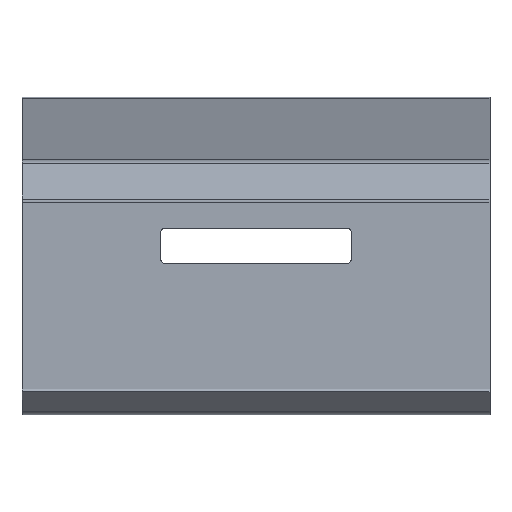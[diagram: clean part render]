
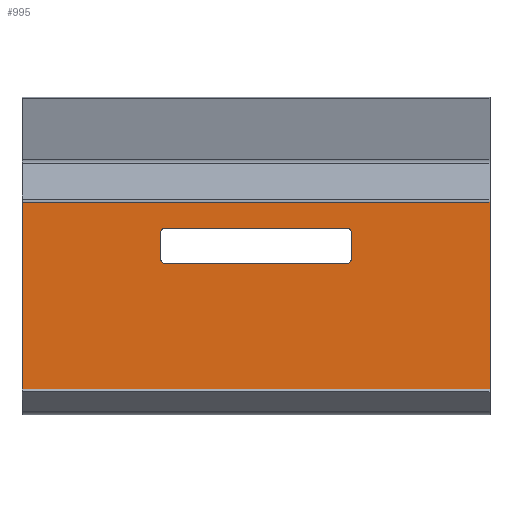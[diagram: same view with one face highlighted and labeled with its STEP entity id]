
A CAD part, front view. The second image highlights one B-rep face of the part: STEP entity #995.
In plain terms, the highlighted planar face has unit normal (0, -1, 0).
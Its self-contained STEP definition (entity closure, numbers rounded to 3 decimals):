
#4 = VERTEX_POINT ( 'NONE', #647 ) ;
#15 = CIRCLE ( 'NONE', #637, 1. ) ;
#16 = DIRECTION ( 'NONE',  ( -1., 0., 0. ) ) ;
#22 = CARTESIAN_POINT ( 'NONE',  ( 18., -0.8, -5.498 ) ) ;
#27 = CARTESIAN_POINT ( 'NONE',  ( 18., -0.8, -12.502 ) ) ;
#37 = ORIENTED_EDGE ( 'NONE', *, *, #733, .T. ) ;
#42 = EDGE_CURVE ( 'NONE', #493, #242, #570, .T. ) ;
#47 = CARTESIAN_POINT ( 'NONE',  ( 19., -0.8, -11.502 ) ) ;
#53 = LINE ( 'NONE', #232, #433 ) ;
#74 = EDGE_CURVE ( 'NONE', #151, #575, #244, .T. ) ;
#87 = EDGE_CURVE ( 'NONE', #299, #640, #827, .T. ) ;
#90 = FACE_OUTER_BOUND ( 'NONE', #731, .T. ) ;
#111 = CARTESIAN_POINT ( 'NONE',  ( -19., -0.8, -45. ) ) ;
#113 = ORIENTED_EDGE ( 'NONE', *, *, #448, .F. ) ;
#133 = CARTESIAN_POINT ( 'NONE',  ( 18., -0.8, -11.502 ) ) ;
#141 = VECTOR ( 'NONE', #479, 1000. ) ;
#150 = DIRECTION ( 'NONE',  ( 0., 1., 0. ) ) ;
#151 = VERTEX_POINT ( 'NONE', #22 ) ;
#171 = CARTESIAN_POINT ( 'NONE',  ( -18., -0.8, -6.498 ) ) ;
#177 = LINE ( 'NONE', #111, #399 ) ;
#184 = EDGE_CURVE ( 'NONE', #151, #795, #1017, .T. ) ;
#196 = DIRECTION ( 'NONE',  ( 0., 0., -1. ) ) ;
#197 = CARTESIAN_POINT ( 'NONE',  ( 46.5, -0.8, -40.247 ) ) ;
#210 = PLANE ( 'NONE',  #241 ) ;
#219 = DIRECTION ( 'NONE',  ( 0., 0., 1. ) ) ;
#228 = CIRCLE ( 'NONE', #888, 1. ) ;
#232 = CARTESIAN_POINT ( 'NONE',  ( 19., -0.8, -45. ) ) ;
#241 = AXIS2_PLACEMENT_3D ( 'NONE', #1043, #471, #465 ) ;
#242 = VERTEX_POINT ( 'NONE', #27 ) ;
#244 = CIRCLE ( 'NONE', #988, 1. ) ;
#249 = ORIENTED_EDGE ( 'NONE', *, *, #87, .F. ) ;
#281 = VECTOR ( 'NONE', #834, 1000. ) ;
#293 = VERTEX_POINT ( 'NONE', #890 ) ;
#295 = ORIENTED_EDGE ( 'NONE', *, *, #184, .F. ) ;
#296 = DIRECTION ( 'NONE',  ( 0., 0., 1. ) ) ;
#299 = VERTEX_POINT ( 'NONE', #197 ) ;
#303 = CARTESIAN_POINT ( 'NONE',  ( -18., -0.8, -12.502 ) ) ;
#304 = EDGE_LOOP ( 'NONE', ( #734, #534, #785, #943, #776, #692, #295, #1052 ) ) ;
#307 = CARTESIAN_POINT ( 'NONE',  ( 46.5, -0.8, -0.303 ) ) ;
#317 = ORIENTED_EDGE ( 'NONE', *, *, #489, .T. ) ;
#328 = DIRECTION ( 'NONE',  ( 0., 0., -1. ) ) ;
#360 = EDGE_CURVE ( 'NONE', #1018, #242, #228, .T. ) ;
#364 = VECTOR ( 'NONE', #296, 1000. ) ;
#368 = VECTOR ( 'NONE', #16, 1000. ) ;
#388 = CARTESIAN_POINT ( 'NONE',  ( -46.5, -0.8, -45. ) ) ;
#399 = VECTOR ( 'NONE', #783, 1000. ) ;
#428 = EDGE_CURVE ( 'NONE', #293, #795, #15, .T. ) ;
#433 = VECTOR ( 'NONE', #219, 1000. ) ;
#443 = EDGE_CURVE ( 'NONE', #1018, #575, #53, .T. ) ;
#448 = EDGE_CURVE ( 'NONE', #640, #916, #560, .T. ) ;
#465 = DIRECTION ( 'NONE',  ( 0., 0., -1. ) ) ;
#471 = DIRECTION ( 'NONE',  ( 0., -1., 0. ) ) ;
#479 = DIRECTION ( 'NONE',  ( 1., 0., 0. ) ) ;
#489 = EDGE_CURVE ( 'NONE', #4, #916, #984, .T. ) ;
#493 = VERTEX_POINT ( 'NONE', #303 ) ;
#498 = CARTESIAN_POINT ( 'NONE',  ( 46.5, -0.8, -40.247 ) ) ;
#530 = EDGE_CURVE ( 'NONE', #493, #620, #563, .T. ) ;
#534 = ORIENTED_EDGE ( 'NONE', *, *, #360, .T. ) ;
#549 = EDGE_CURVE ( 'NONE', #293, #620, #177, .T. ) ;
#560 = LINE ( 'NONE', #388, #630 ) ;
#563 = CIRCLE ( 'NONE', #596, 1. ) ;
#570 = LINE ( 'NONE', #574, #141 ) ;
#574 = CARTESIAN_POINT ( 'NONE',  ( -46.5, -0.8, -12.502 ) ) ;
#575 = VERTEX_POINT ( 'NONE', #856 ) ;
#596 = AXIS2_PLACEMENT_3D ( 'NONE', #962, #1037, #196 ) ;
#619 = DIRECTION ( 'NONE',  ( 0., 1., 0. ) ) ;
#620 = VERTEX_POINT ( 'NONE', #779 ) ;
#630 = VECTOR ( 'NONE', #936, 1000. ) ;
#637 = AXIS2_PLACEMENT_3D ( 'NONE', #171, #1065, #1070 ) ;
#640 = VERTEX_POINT ( 'NONE', #689 ) ;
#642 = DIRECTION ( 'NONE',  ( 0., 0., -1. ) ) ;
#647 = CARTESIAN_POINT ( 'NONE',  ( 46.5, -0.8, -0.303 ) ) ;
#666 = CARTESIAN_POINT ( 'NONE',  ( -46.5, -0.8, -5.498 ) ) ;
#689 = CARTESIAN_POINT ( 'NONE',  ( -46.5, -0.8, -40.247 ) ) ;
#692 = ORIENTED_EDGE ( 'NONE', *, *, #428, .T. ) ;
#693 = CARTESIAN_POINT ( 'NONE',  ( -46.5, -0.8, -0.303 ) ) ;
#731 = EDGE_LOOP ( 'NONE', ( #113, #249, #37, #317 ) ) ;
#733 = EDGE_CURVE ( 'NONE', #299, #4, #1055, .T. ) ;
#734 = ORIENTED_EDGE ( 'NONE', *, *, #443, .F. ) ;
#776 = ORIENTED_EDGE ( 'NONE', *, *, #549, .F. ) ;
#779 = CARTESIAN_POINT ( 'NONE',  ( -19., -0.8, -11.502 ) ) ;
#783 = DIRECTION ( 'NONE',  ( 0., 0., -1. ) ) ;
#785 = ORIENTED_EDGE ( 'NONE', *, *, #42, .F. ) ;
#786 = FACE_BOUND ( 'NONE', #304, .T. ) ;
#795 = VERTEX_POINT ( 'NONE', #821 ) ;
#821 = CARTESIAN_POINT ( 'NONE',  ( -18., -0.8, -5.498 ) ) ;
#823 = CARTESIAN_POINT ( 'NONE',  ( 18., -0.8, -6.498 ) ) ;
#827 = LINE ( 'NONE', #498, #281 ) ;
#834 = DIRECTION ( 'NONE',  ( -1., 0., 0. ) ) ;
#849 = DIRECTION ( 'NONE',  ( -1., 0., 0. ) ) ;
#856 = CARTESIAN_POINT ( 'NONE',  ( 19., -0.8, -6.498 ) ) ;
#888 = AXIS2_PLACEMENT_3D ( 'NONE', #133, #619, #642 ) ;
#890 = CARTESIAN_POINT ( 'NONE',  ( -19., -0.8, -6.498 ) ) ;
#916 = VERTEX_POINT ( 'NONE', #693 ) ;
#936 = DIRECTION ( 'NONE',  ( 0., 0., 1. ) ) ;
#943 = ORIENTED_EDGE ( 'NONE', *, *, #530, .T. ) ;
#962 = CARTESIAN_POINT ( 'NONE',  ( -18., -0.8, -11.502 ) ) ;
#984 = LINE ( 'NONE', #307, #1057 ) ;
#988 = AXIS2_PLACEMENT_3D ( 'NONE', #823, #150, #328 ) ;
#991 = CARTESIAN_POINT ( 'NONE',  ( 46.5, -0.8, -45. ) ) ;
#995 = ADVANCED_FACE ( 'NONE', ( #786, #90 ), #210, .T. ) ;
#1017 = LINE ( 'NONE', #666, #368 ) ;
#1018 = VERTEX_POINT ( 'NONE', #47 ) ;
#1037 = DIRECTION ( 'NONE',  ( 0., 1., 0. ) ) ;
#1043 = CARTESIAN_POINT ( 'NONE',  ( -46.5, -0.8, -45. ) ) ;
#1052 = ORIENTED_EDGE ( 'NONE', *, *, #74, .T. ) ;
#1055 = LINE ( 'NONE', #991, #364 ) ;
#1057 = VECTOR ( 'NONE', #849, 1000. ) ;
#1065 = DIRECTION ( 'NONE',  ( 0., 1., 0. ) ) ;
#1070 = DIRECTION ( 'NONE',  ( 0., 0., -1. ) ) ;
